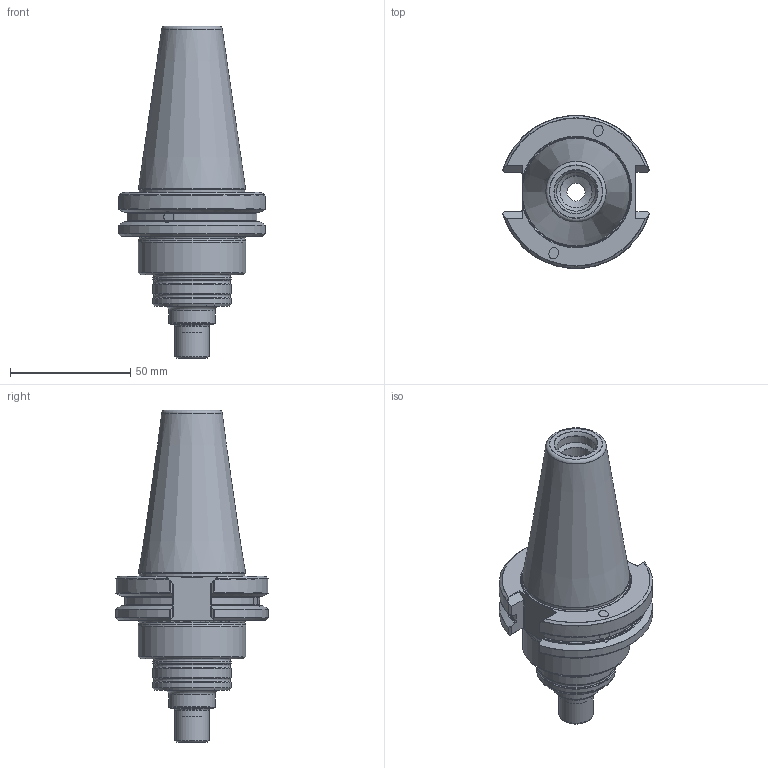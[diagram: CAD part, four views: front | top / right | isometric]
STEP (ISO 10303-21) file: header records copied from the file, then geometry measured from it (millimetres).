
FILE_DESCRIPTION(/* description */ (''),/* implementation_level */ '2;1');
FILE_NAME(/* name */ '434011136.stp',/* time_stamp */ '2021-01-08T12:38:49',/* author */ ('LRA'),/* organization */ ('REGO-FIX'),/* preprocessor_version */ ' Unknown',/* originating_system */ 'SIEMENS PLM Software Solid Edge ST10',/* authorization */ 'Unknown');
FILE_SCHEMA (('AUTOMOTIVE_DESIGN { 1 0 10303 214 2 1 1}'));
Length unit declared in the file: millimetre
Products named in the file (1): NOCUT
Bounding box: 61.04 x 63.58 x 138.25 mm (x, y, z)
Volume: 281696.2 mm3; surface area: 53668.5 mm2
Topology: 2 solids, 2 shells, 227 faces, 594 edges, 377 vertices
Faces by surface type: plane 74, cylinder 61, cone 60, torus 32
Full cylindrical faces by diameter (mm): 3.242 x6, 3.9 x2, 7.5 x2, 12 x2, 13.375 x2, 13.376 x4, 14 x2, 14.3 x1, 16.2 x1, 16.5 x1, 19 x1, 19.3 x1, 32.5 x3, 32.8 x3, 43.85 x2, 44.45 x1, 44.75 x1
Entity records: 8067 total; most frequent: CARTESIAN_POINT 1477, DIRECTION 1018, ORIENTED_EDGE 930, EDGE_CURVE 465, AXIS2_PLACEMENT_3D 430, VERTEX_POINT 351, FACE_BOUND 348, EDGE_LOOP 344
